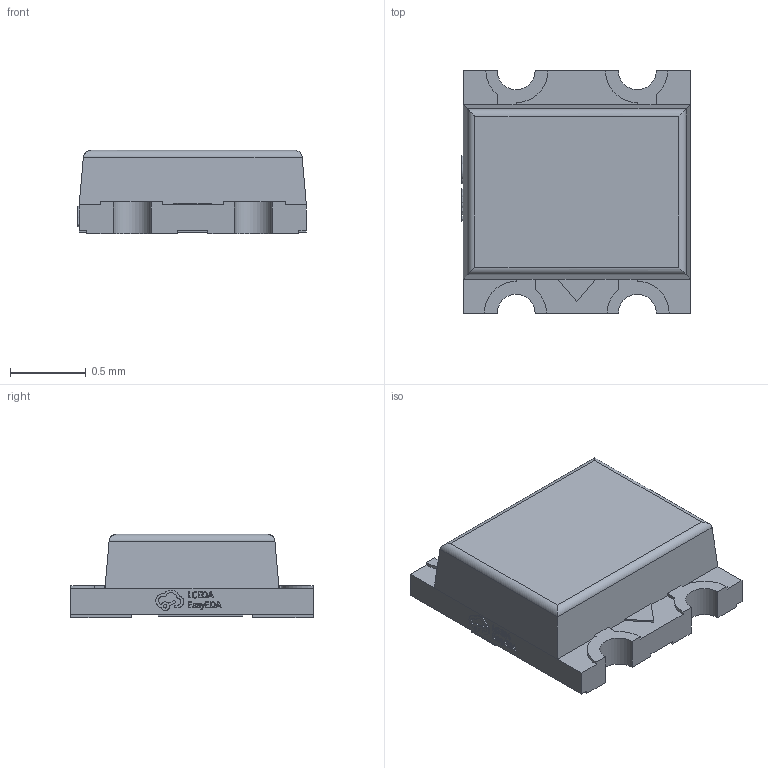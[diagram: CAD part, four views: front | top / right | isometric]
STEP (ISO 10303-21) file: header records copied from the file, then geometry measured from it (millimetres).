
FILE_DESCRIPTION (( 'STEP AP214' ), '1' );
FILE_NAME ('LED-SMD_4P-L1.6-W1.5-H0.6-BR_TZ-P4-1615.step', '2022-07-08T12:03:11', ( '' ), ( '' ), 'SwSTEP 2.0', 'SolidWorks 2020', '' );
FILE_SCHEMA (( 'AUTOMOTIVE_DESIGN' ));
Length unit declared in the file: millimetre
Products named in the file (1): LED-SMD_4P-L1.6-W1.5-H0.6-BR_TZ-P4-1615
Bounding box: 1.51 x 1.6 x 0.55 mm (x, y, z)
Volume: 1 mm3; surface area: 8.5 mm2
Topology: 2 solids, 2 shells, 313 faces, 883 edges, 600 vertices
Faces by surface type: plane 199, bspline 98, cylinder 16
Entity records: 13887 total; most frequent: CARTESIAN_POINT 3311, ORIENTED_EDGE 1766, DIRECTION 1121, EDGE_CURVE 883, LINE 641, VECTOR 641, VERTEX_POINT 600, EDGE_LOOP 339
